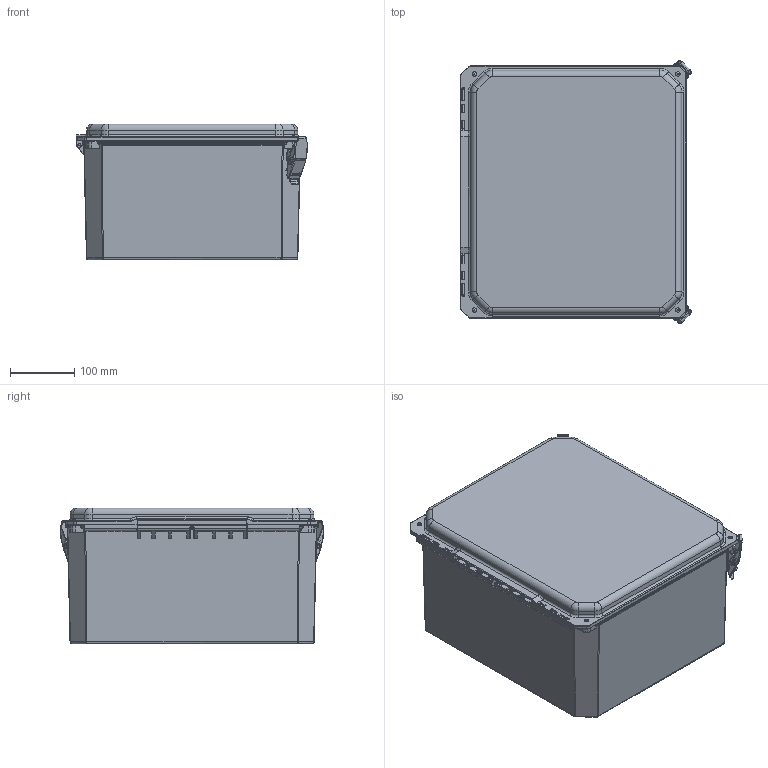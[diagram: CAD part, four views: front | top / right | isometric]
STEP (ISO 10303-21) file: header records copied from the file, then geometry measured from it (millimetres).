
FILE_DESCRIPTION (( 'STEP AP214' ), '1' );
FILE_NAME ('FRCC141208HPL.STEP', '2018-11-02T13:10:49', ( '' ), ( '' ), 'SwSTEP 2.0', 'SolidWorks 2018', '' );
FILE_SCHEMA (( 'AUTOMOTIVE_DESIGN' ));
Length unit declared in the file: inch
Products named in the file (1): FRCC141208HPL
Bounding box: 361.27 x 411.48 x 211.91 mm (x, y, z)
Volume: 2199009 mm3; surface area: 1169481.7 mm2
Topology: 29 solids, 29 shells, 2318 faces, 5704 edges, 3386 vertices
Faces by surface type: cylinder 924, plane 713, bspline 563, cone 102, torus 16
Full cylindrical faces by diameter (mm): 3.429 x20, 3.48 x4, 3.81 x4, 3.861 x8, 3.962 x12, 5.3 x4, 5.563 x4, 6.248 x12, 6.401 x4, 7.62 x4, 7.925 x4, 9.525 x2
Entity records: 122165 total; most frequent: CARTESIAN_POINT 43725, ORIENTED_EDGE 10886, DIRECTION 8109, EDGE_CURVE 5443, VERTEX_POINT 3340, AXIS2_PLACEMENT_3D 2773, EDGE_LOOP 2605, VECTOR 2563
